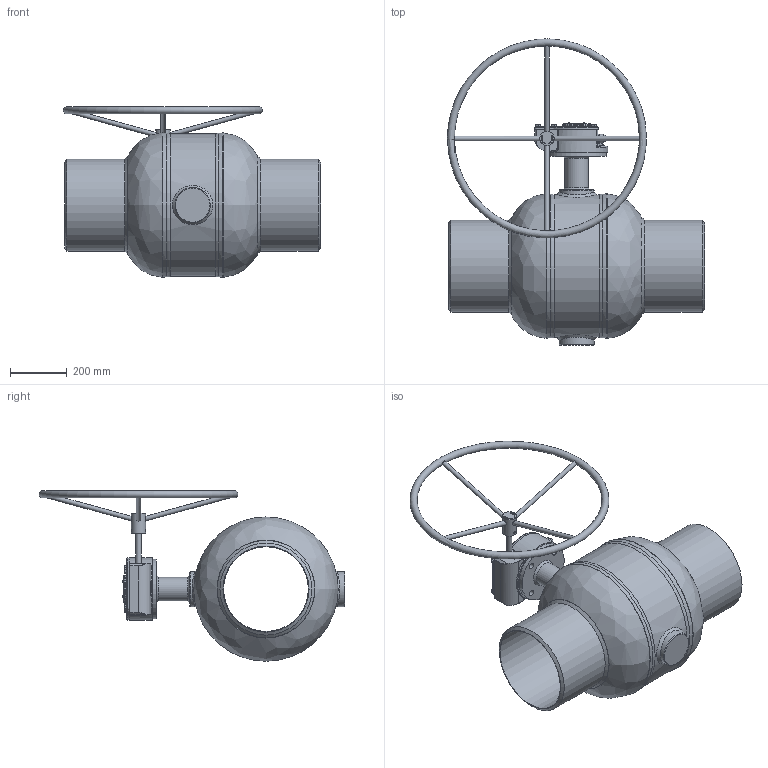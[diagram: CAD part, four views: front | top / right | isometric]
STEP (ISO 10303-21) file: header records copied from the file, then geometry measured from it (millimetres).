
FILE_DESCRIPTION((''),'2;1');
FILE_NAME('AT3594V-300.stp','2017-02-16T13:58:47',('Przemo'),(''),'Autodesk Inventor 2012','Autodesk Inventor 2012','');
FILE_SCHEMA(('AUTOMOTIVE_DESIGN { 1 0 10303 214 1 1 1 1 }'));
Length unit declared in the file: millimetre
Products named in the file (4): AT3594V-300; AT3594-300; AB1250N LH; SG700-20
Assembly tree (3 placements, depth 2):
  AT3594V-300
    AT3594-300
    AB1250N LH
    SG700-20
Bounding box: 904.49 x 1076.49 x 599.86 mm (x, y, z)
Volume: 61648870.4 mm3; surface area: 3140385.6 mm2
Topology: 3 solids, 30 shells, 1924 faces, 4965 edges, 3041 vertices
Faces by surface type: plane 587, cylinder 471, bspline 361, cone 251, torus 240, sphere 14
Full cylindrical faces by diameter (mm): 4.134 x4, 5 x2, 5.5 x2, 5.6 x2, 6 x3, 8.376 x12, 10 x8, 10.106 x8, 10.5 x2, 12 x6, 16 x4, 17.294 x8, 20 x4, 21 x4, 24 x1, 26 x4, 30 x2, 32 x2, 50 x1, 82.15 x2, 82.5 x1, 84 x2, 85 x3, 89 x1, 98 x1, 124 x2, 210 x1, 220 x1, 298 x1, 299.9 x2
Entity records: 95981 total; most frequent: CARTESIAN_POINT 50880, ORIENTED_EDGE 9134, DIRECTION 8846, EDGE_CURVE 4567, AXIS2_PLACEMENT_3D 3710, VERTEX_POINT 2940, EDGE_LOOP 2223, FACE_OUTER_BOUND 1924
